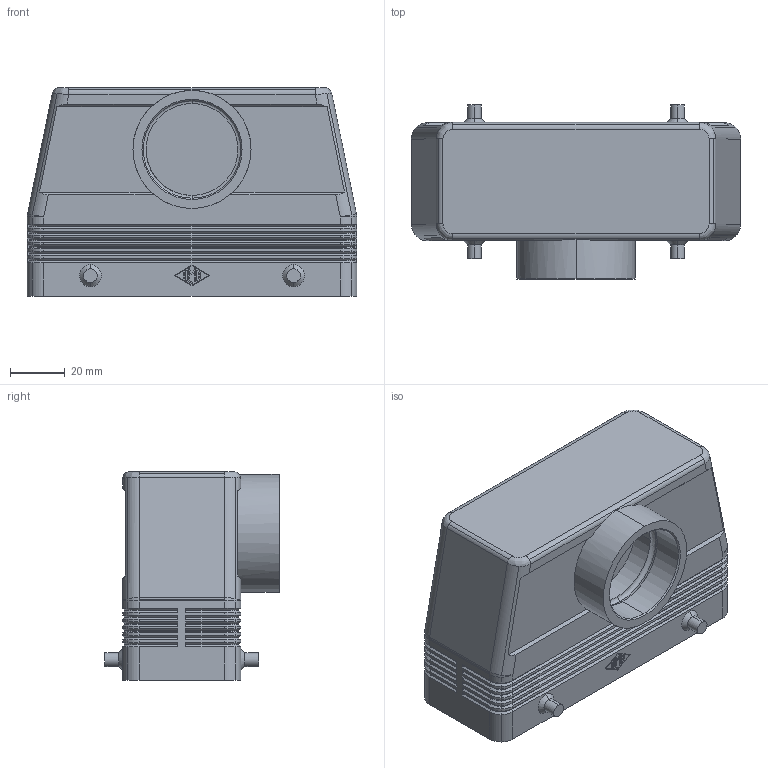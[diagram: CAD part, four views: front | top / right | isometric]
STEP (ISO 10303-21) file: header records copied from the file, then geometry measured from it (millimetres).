
FILE_DESCRIPTION((''),'2;1');
FILE_NAME('CMAF 16.29.stp','2007-01-02T12:04:19',('gembarski'),(''),'Autodesk Inventor 7','Autodesk Inventor 7','');
FILE_SCHEMA(('AUTOMOTIVE_DESIGN { 1 0 10303 214 1 1 1 1 }'));
Length unit declared in the file: millimetre
Products named in the file (1): CAO Tüllengehäuse 2 Bügel für einen Einsatz
Bounding box: 120 x 63.5 x 76 mm (x, y, z)
Volume: 95224.4 mm3; surface area: 57822.9 mm2
Topology: 1 solids, 1 shells, 522 faces, 1231 edges, 722 vertices
Faces by surface type: plane 200, cylinder 128, cone 102, bspline 88, sphere 4
Entity records: 15590 total; most frequent: CARTESIAN_POINT 3710, DIRECTION 2501, ORIENTED_EDGE 2446, EDGE_CURVE 1223, AXIS2_PLACEMENT_3D 845, VECTOR 811, LINE 811, VERTEX_POINT 722
